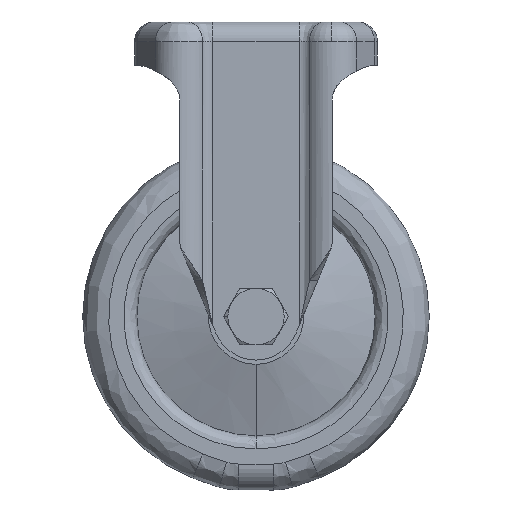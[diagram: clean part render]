
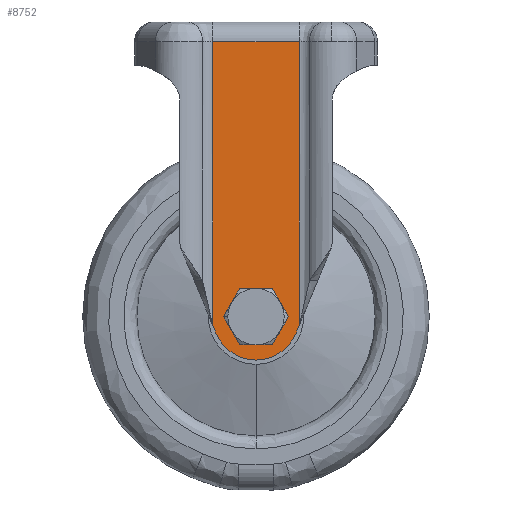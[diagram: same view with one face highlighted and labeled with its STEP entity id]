
A CAD part, front view. The second image highlights one B-rep face of the part: STEP entity #8752.
In plain terms, the highlighted planar face has unit normal (0, -1, 0).
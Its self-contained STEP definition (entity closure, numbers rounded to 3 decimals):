
#48 = CARTESIAN_POINT ( 'NONE',  ( -64.819, -56.203, -125.731 ) ) ;
#233 = ORIENTED_EDGE ( 'NONE', *, *, #5423, .T. ) ;
#288 = DIRECTION ( 'NONE',  ( 0., -1., 0. ) ) ;
#338 = LINE ( 'NONE', #3629, #7261 ) ;
#616 = DIRECTION ( 'NONE',  ( 0., 0., -1. ) ) ;
#862 = EDGE_CURVE ( 'NONE', #5353, #1234, #7540, .T. ) ;
#979 = DIRECTION ( 'NONE',  ( -1., 0., 0. ) ) ;
#1015 = CARTESIAN_POINT ( 'NONE',  ( -78.819, -56.203, -62.231 ) ) ;
#1038 = DIRECTION ( 'NONE',  ( 1., 0., 0. ) ) ;
#1067 = DIRECTION ( 'NONE',  ( -0.383, 0., -0.924 ) ) ;
#1234 = VERTEX_POINT ( 'NONE', #7327 ) ;
#1371 = DIRECTION ( 'NONE',  ( 0., 0., 1. ) ) ;
#1406 = VERTEX_POINT ( 'NONE', #4263 ) ;
#1614 = CARTESIAN_POINT ( 'NONE',  ( -58.819, -56.203, -62.231 ) ) ;
#2241 = ORIENTED_EDGE ( 'NONE', *, *, #862, .T. ) ;
#2311 = LINE ( 'NONE', #8247, #8686 ) ;
#2364 = AXIS2_PLACEMENT_3D ( 'NONE', #3285, #2642, #5455 ) ;
#2460 = CARTESIAN_POINT ( 'NONE',  ( -78.819, -56.203, -62.231 ) ) ;
#2642 = DIRECTION ( 'NONE',  ( 0., 1., 0. ) ) ;
#2689 = EDGE_LOOP ( 'NONE', ( #3325, #233, #6163, #6160, #3133, #8877 ) ) ;
#2847 = EDGE_CURVE ( 'NONE', #5090, #4423, #2311, .T. ) ;
#2865 = ORIENTED_EDGE ( 'NONE', *, *, #5991, .T. ) ;
#2872 = DIRECTION ( 'NONE',  ( -1., 0., 0. ) ) ;
#2979 = FACE_BOUND ( 'NONE', #7773, .T. ) ;
#3133 = ORIENTED_EDGE ( 'NONE', *, *, #3155, .F. ) ;
#3155 = EDGE_CURVE ( 'NONE', #5090, #6230, #7939, .T. ) ;
#3285 = CARTESIAN_POINT ( 'NONE',  ( -68.819, -56.203, -125.731 ) ) ;
#3325 = ORIENTED_EDGE ( 'NONE', *, *, #8753, .T. ) ;
#3347 = CARTESIAN_POINT ( 'NONE',  ( -68.819, -56.203, -125.731 ) ) ;
#3629 = CARTESIAN_POINT ( 'NONE',  ( -78.438, -56.203, -128.639 ) ) ;
#4081 = CARTESIAN_POINT ( 'NONE',  ( -78.819, -56.203, -127.72 ) ) ;
#4242 = VECTOR ( 'NONE', #1067, 1000. ) ;
#4263 = CARTESIAN_POINT ( 'NONE',  ( -78.819, -56.203, -62.231 ) ) ;
#4423 = VERTEX_POINT ( 'NONE', #1614 ) ;
#5090 = VERTEX_POINT ( 'NONE', #7948 ) ;
#5265 = VERTEX_POINT ( 'NONE', #4081 ) ;
#5317 = CARTESIAN_POINT ( 'NONE',  ( -78.819, -56.203, -62.231 ) ) ;
#5353 = VERTEX_POINT ( 'NONE', #48 ) ;
#5423 = EDGE_CURVE ( 'NONE', #1406, #5265, #7483, .T. ) ;
#5427 = CIRCLE ( 'NONE', #6661, 10. ) ;
#5455 = DIRECTION ( 'NONE',  ( 1., 0., 0. ) ) ;
#5811 = FACE_OUTER_BOUND ( 'NONE', #2689, .T. ) ;
#5824 = CARTESIAN_POINT ( 'NONE',  ( -78.058, -56.203, -129.558 ) ) ;
#5875 = VERTEX_POINT ( 'NONE', #5824 ) ;
#5943 = DIRECTION ( 'NONE',  ( 0., 1., 0. ) ) ;
#5991 = EDGE_CURVE ( 'NONE', #1234, #5353, #8233, .T. ) ;
#6160 = ORIENTED_EDGE ( 'NONE', *, *, #6470, .F. ) ;
#6163 = ORIENTED_EDGE ( 'NONE', *, *, #7156, .T. ) ;
#6230 = VERTEX_POINT ( 'NONE', #6829 ) ;
#6470 = EDGE_CURVE ( 'NONE', #6230, #5875, #5427, .T. ) ;
#6619 = DIRECTION ( 'NONE',  ( 1., 0., 0. ) ) ;
#6661 = AXIS2_PLACEMENT_3D ( 'NONE', #3347, #8196, #2872 ) ;
#6829 = CARTESIAN_POINT ( 'NONE',  ( -59.58, -56.203, -129.558 ) ) ;
#7156 = EDGE_CURVE ( 'NONE', #5265, #5875, #338, .T. ) ;
#7261 = VECTOR ( 'NONE', #7748, 1000. ) ;
#7327 = CARTESIAN_POINT ( 'NONE',  ( -72.819, -56.203, -125.731 ) ) ;
#7483 = LINE ( 'NONE', #5317, #8867 ) ;
#7540 = CIRCLE ( 'NONE', #2364, 4. ) ;
#7748 = DIRECTION ( 'NONE',  ( 0.383, 0., -0.924 ) ) ;
#7773 = EDGE_LOOP ( 'NONE', ( #2241, #2865 ) ) ;
#7939 = LINE ( 'NONE', #8687, #4242 ) ;
#7944 = CARTESIAN_POINT ( 'NONE',  ( -68.819, -56.203, -125.731 ) ) ;
#7948 = CARTESIAN_POINT ( 'NONE',  ( -58.819, -56.203, -127.72 ) ) ;
#7952 = PLANE ( 'NONE',  #8582 ) ;
#8099 = AXIS2_PLACEMENT_3D ( 'NONE', #7944, #5943, #1038 ) ;
#8196 = DIRECTION ( 'NONE',  ( 0., 1., 0. ) ) ;
#8233 = CIRCLE ( 'NONE', #8099, 4. ) ;
#8247 = CARTESIAN_POINT ( 'NONE',  ( -58.819, -56.203, -62.231 ) ) ;
#8387 = VECTOR ( 'NONE', #979, 1000. ) ;
#8582 = AXIS2_PLACEMENT_3D ( 'NONE', #1015, #288, #6619 ) ;
#8617 = LINE ( 'NONE', #2460, #8387 ) ;
#8686 = VECTOR ( 'NONE', #1371, 1000. ) ;
#8687 = CARTESIAN_POINT ( 'NONE',  ( -59.199, -56.203, -128.639 ) ) ;
#8752 = ADVANCED_FACE ( 'NONE', ( #5811, #2979 ), #7952, .T. ) ;
#8753 = EDGE_CURVE ( 'NONE', #4423, #1406, #8617, .T. ) ;
#8867 = VECTOR ( 'NONE', #616, 1000. ) ;
#8877 = ORIENTED_EDGE ( 'NONE', *, *, #2847, .T. ) ;
